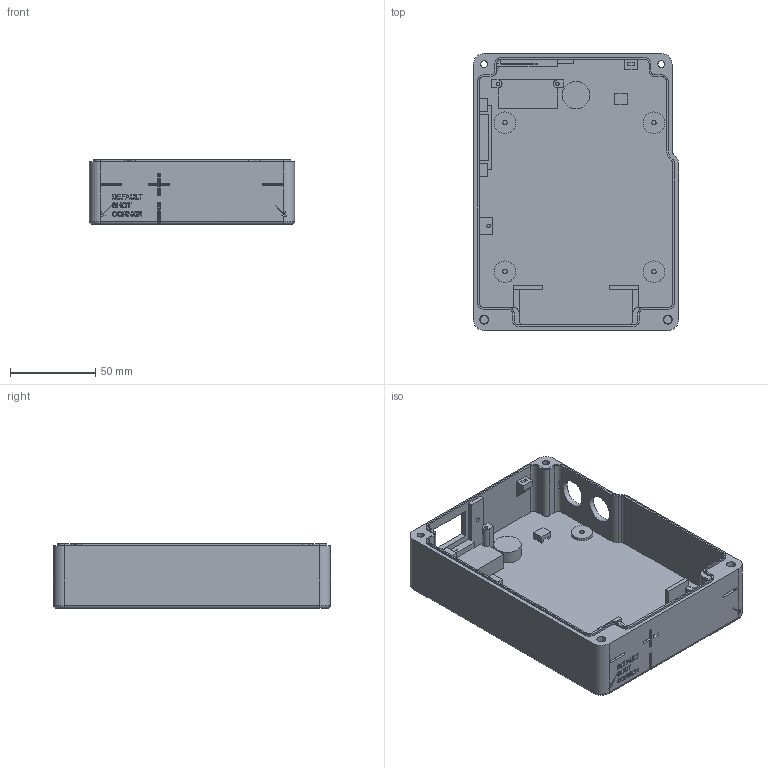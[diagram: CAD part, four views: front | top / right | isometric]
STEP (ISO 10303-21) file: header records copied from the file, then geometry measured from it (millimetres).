
FILE_DESCRIPTION(/* description */ (''),/* implementation_level */ '2;1');
FILE_NAME(/* name */ 'Caveatron Main Enclosure Base v32.step',/* time_stamp */ '2020-05-10T12:46:58-05:00',/* author */ (''),/* organization */ (''),/* preprocessor_version */ 'ST-DEVELOPER v18.1',/* originating_system */ 'Autodesk Translation Framework v9.2.0.1227',/* authorisation */ '');
FILE_SCHEMA (('AUTOMOTIVE_DESIGN { 1 0 10303 214 3 1 1 }'));
Length unit declared in the file: inch
Products named in the file (1): Caveatron Main Enclosure Base
Bounding box: 120.4 x 162.56 x 38.1 mm (x, y, z)
Volume: 179097.8 mm3; surface area: 84814.1 mm2
Topology: 1 solids, 1 shells, 913 faces, 2489 edges, 1655 vertices
Faces by surface type: plane 512, bspline 321, cylinder 69, torus 6, cone 5
Full cylindrical faces by diameter (mm): 1.956 x2, 2.032 x3, 2.54 x5, 4.064 x2, 7.62 x2, 12.7 x4, 16.256 x2
Entity records: 31681 total; most frequent: CARTESIAN_POINT 10552, ORIENTED_EDGE 4978, DIRECTION 3206, EDGE_CURVE 2489, LINE 1672, VECTOR 1672, VERTEX_POINT 1655, EDGE_LOOP 1004
